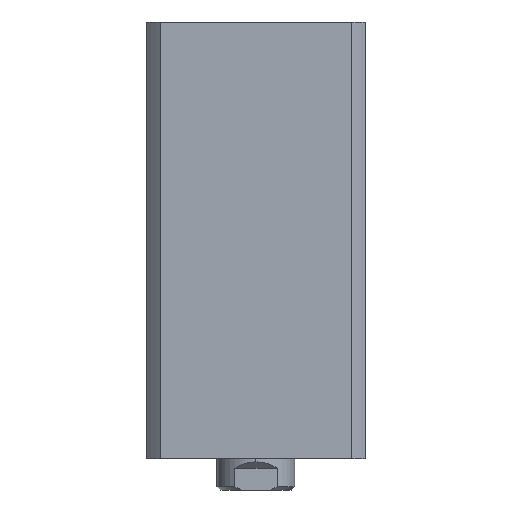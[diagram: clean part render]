
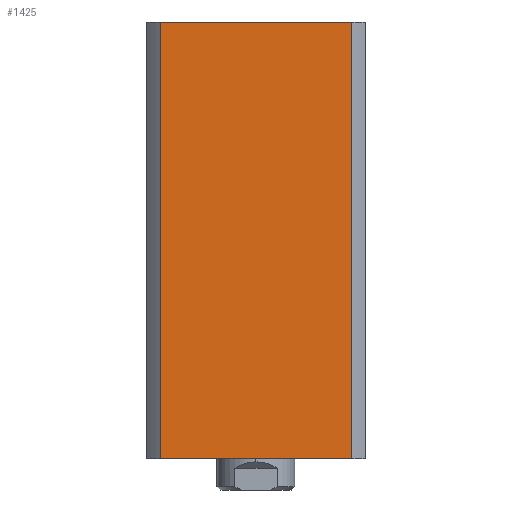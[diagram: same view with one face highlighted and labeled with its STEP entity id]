
A CAD part, left-side view. The second image highlights one B-rep face of the part: STEP entity #1425.
In plain terms, the highlighted planar face has unit normal (-1, 0, 0).
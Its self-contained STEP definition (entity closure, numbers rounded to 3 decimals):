
#199 = VERTEX_POINT ( 'NONE', #1292 ) ;
#201 = VERTEX_POINT ( 'NONE', #1262 ) ;
#218 = VERTEX_POINT ( 'NONE', #1255 ) ;
#248 = VERTEX_POINT ( 'NONE', #1193 ) ;
#805 = DIRECTION ( 'NONE',  ( 0., -1., 0. ) ) ;
#809 = DIRECTION ( 'NONE',  ( 0., 0., -1. ) ) ;
#810 = CARTESIAN_POINT ( 'NONE',  ( -35., 0., 140. ) ) ;
#814 = CARTESIAN_POINT ( 'NONE',  ( -35., -30.615, 140. ) ) ;
#815 = DIRECTION ( 'NONE',  ( 0., 0., -1. ) ) ;
#816 = CARTESIAN_POINT ( 'NONE',  ( -35., 0., 0. ) ) ;
#817 = CARTESIAN_POINT ( 'NONE',  ( -35., 30.615, 140. ) ) ;
#818 = DIRECTION ( 'NONE',  ( 0., -1., 0. ) ) ;
#1193 = CARTESIAN_POINT ( 'NONE',  ( -35., 30.615, 0. ) ) ;
#1255 = CARTESIAN_POINT ( 'NONE',  ( -35., 30.615, 140. ) ) ;
#1262 = CARTESIAN_POINT ( 'NONE',  ( -35., -30.615, 140. ) ) ;
#1292 = CARTESIAN_POINT ( 'NONE',  ( -35., -30.615, 0. ) ) ;
#1425 = ADVANCED_FACE ( 'NONE', ( #2626 ), #1608, .F. ) ;
#1513 = DIRECTION ( 'NONE',  ( 1., 0., 0. ) ) ;
#1515 = DIRECTION ( 'NONE',  ( 0., 0., -1. ) ) ;
#1606 = CARTESIAN_POINT ( 'NONE',  ( -35., 0., 140. ) ) ;
#1608 = PLANE ( 'NONE',  #3439 ) ;
#1715 = ORIENTED_EDGE ( 'NONE', *, *, #3406, .T. ) ;
#2359 = LINE ( 'NONE', #810, #2366 ) ;
#2365 = LINE ( 'NONE', #814, #2368 ) ;
#2366 = VECTOR ( 'NONE', #805, 1000. ) ;
#2367 = LINE ( 'NONE', #816, #2369 ) ;
#2368 = VECTOR ( 'NONE', #815, 1000. ) ;
#2369 = VECTOR ( 'NONE', #818, 1000. ) ;
#2370 = LINE ( 'NONE', #817, #2372 ) ;
#2372 = VECTOR ( 'NONE', #809, 1000. ) ;
#2543 = EDGE_LOOP ( 'NONE', ( #1715, #3641, #3522, #3525 ) ) ;
#2626 = FACE_OUTER_BOUND ( 'NONE', #2543, .T. ) ;
#3404 = EDGE_CURVE ( 'NONE', #218, #201, #2359, .T. ) ;
#3405 = EDGE_CURVE ( 'NONE', #201, #199, #2365, .T. ) ;
#3406 = EDGE_CURVE ( 'NONE', #248, #199, #2367, .T. ) ;
#3408 = EDGE_CURVE ( 'NONE', #218, #248, #2370, .T. ) ;
#3439 = AXIS2_PLACEMENT_3D ( 'NONE', #1606, #1513, #1515 ) ;
#3522 = ORIENTED_EDGE ( 'NONE', *, *, #3404, .F. ) ;
#3525 = ORIENTED_EDGE ( 'NONE', *, *, #3408, .T. ) ;
#3641 = ORIENTED_EDGE ( 'NONE', *, *, #3405, .F. ) ;
